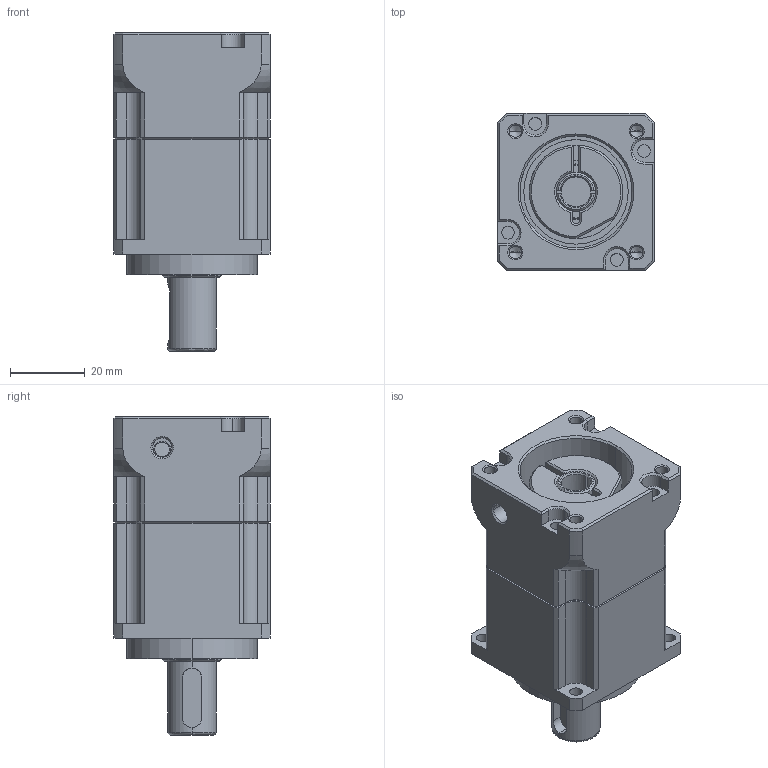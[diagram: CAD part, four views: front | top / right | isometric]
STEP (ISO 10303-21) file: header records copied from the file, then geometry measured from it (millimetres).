
FILE_DESCRIPTION (( 'STEP AP203' ), '1' );
FILE_NAME ('蚾饜极51.STEP', '2020-07-09T05:58:25', ( 'Windows 蚚誧' ), ( 'Microsoft' ), 'SwSTEP 2.0', 'SolidWorks 2017', '' );
FILE_SCHEMA (( 'CONFIG_CONTROL_DESIGN' ));
Length unit declared in the file: millimetre
Products named in the file (6): CQA-001_1; 蚾饜极51; JJT-001_1; SCA-001-13_1; TB042-L1-8-30-46-M4-26-3.5; CZA-001-8_1
Assembly tree (5 placements, depth 2):
  蚾饜极51
    CQA-001_1
    SCA-001-13_1
    CZA-001-8_1
    JJT-001_1
    TB042-L1-8-30-46-M4-26-3.5
Bounding box: 42 x 42 x 85.3 mm (x, y, z)
Volume: 92835.7 mm3; surface area: 27668.3 mm2
Topology: 5 solids, 5 shells, 352 faces, 852 edges, 522 vertices
Faces by surface type: plane 136, cylinder 127, cone 77, bspline 8, torus 4
Entity records: 11924 total; most frequent: CARTESIAN_POINT 2995, DIRECTION 1814, ORIENTED_EDGE 1680, EDGE_CURVE 840, AXIS2_PLACEMENT_3D 700, VERTEX_POINT 522, LINE 414, VECTOR 414
